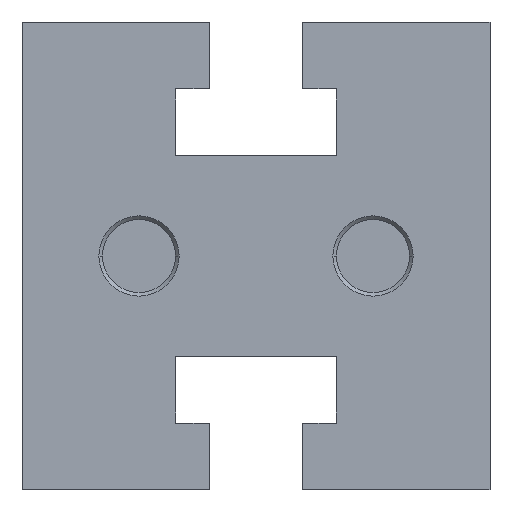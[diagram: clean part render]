
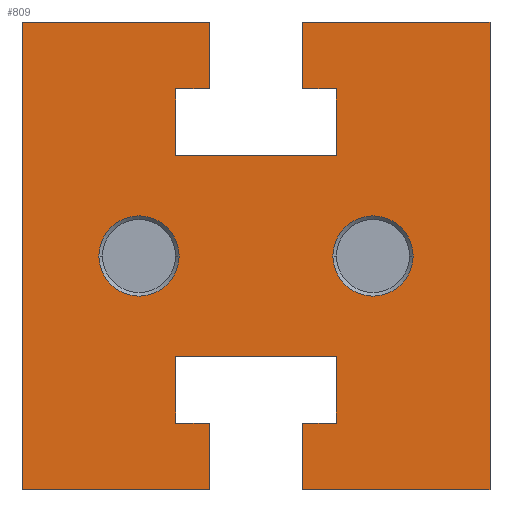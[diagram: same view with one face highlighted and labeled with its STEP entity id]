
A CAD part, left-side view. The second image highlights one B-rep face of the part: STEP entity #809.
In plain terms, the highlighted planar face has unit normal (-1, 0, 0).
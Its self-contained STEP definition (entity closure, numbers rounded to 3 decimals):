
#755=VERTEX_POINT('',#2201);
#769=EDGE_CURVE('',#891,#1743,#2216,.T.);
#799=EDGE_CURVE('',#1741,#1475,#2248,.T.);
#809=ADVANCED_FACE('',(#2258,#2259,#2260),#2261,.T.);
#891=VERTEX_POINT('',#2350);
#925=EDGE_CURVE('',#1041,#1325,#2389,.T.);
#935=EDGE_CURVE('',#1045,#1027,#2401,.T.);
#951=EDGE_CURVE('',#1587,#2131,#2417,.T.);
#963=VERTEX_POINT('',#2431);
#1009=EDGE_CURVE('',#1821,#963,#2479,.T.);
#1015=VERTEX_POINT('',#2485);
#1027=VERTEX_POINT('',#2498);
#1029=VERTEX_POINT('',#2500);
#1041=VERTEX_POINT('',#2513);
#1045=VERTEX_POINT('',#2517);
#1059=EDGE_CURVE('',#1743,#891,#2534,.T.);
#1099=EDGE_CURVE('',#1475,#1741,#2576,.T.);
#1173=VERTEX_POINT('',#2663);
#1217=VERTEX_POINT('',#2710);
#1223=EDGE_CURVE('',#1369,#1737,#2716,.T.);
#1301=VERTEX_POINT('',#2801);
#1325=VERTEX_POINT('',#2827);
#1343=EDGE_CURVE('',#2131,#1015,#2845,.T.);
#1369=VERTEX_POINT('',#2875);
#1407=EDGE_CURVE('',#1369,#1639,#2918,.T.);
#1433=EDGE_CURVE('',#1029,#755,#2946,.T.);
#1471=EDGE_CURVE('',#1301,#2113,#2988,.T.);
#1475=VERTEX_POINT('',#2993);
#1493=EDGE_CURVE('',#2113,#1587,#3013,.T.);
#1499=EDGE_CURVE('',#755,#1045,#3021,.T.);
#1587=VERTEX_POINT('',#3114);
#1639=VERTEX_POINT('',#3170);
#1673=EDGE_CURVE('',#1217,#1721,#3206,.T.);
#1721=VERTEX_POINT('',#3260);
#1735=EDGE_CURVE('',#963,#1041,#3274,.T.);
#1737=VERTEX_POINT('',#3276);
#1741=VERTEX_POINT('',#3280);
#1743=VERTEX_POINT('',#3282);
#1799=EDGE_CURVE('',#2103,#1639,#3344,.T.);
#1807=EDGE_CURVE('',#1015,#1217,#3355,.T.);
#1821=VERTEX_POINT('',#3370);
#1897=EDGE_CURVE('',#1721,#1173,#3451,.T.);
#1981=EDGE_CURVE('',#1173,#2103,#3539,.T.);
#1985=EDGE_CURVE('',#1325,#1301,#3543,.T.);
#2007=EDGE_CURVE('',#1737,#1029,#3566,.T.);
#2103=VERTEX_POINT('',#3678);
#2113=VERTEX_POINT('',#3690);
#2131=VERTEX_POINT('',#3708);
#2159=EDGE_CURVE('',#1027,#1821,#3739,.T.);
#2201=CARTESIAN_POINT('',(-35.0,12.,10.0));
#2216=CIRCLE('',#3800,6.0);
#2248=CIRCLE('',#3846,6.0);
#2258=FACE_BOUND('',#3862,.T.);
#2259=FACE_BOUND('',#3863,.T.);
#2260=FACE_OUTER_BOUND('',#3864,.T.);
#2261=PLANE('',#3865);
#2350=CARTESIAN_POINT('',(-35.0,23.5,35.0));
#2389=LINE('',#4042,#4043);
#2401=LINE('',#4060,#4061);
#2417=LINE('',#4084,#4085);
#2431=CARTESIAN_POINT('',(-35.0,-7.,10.0));
#2479=LINE('',#4184,#4185);
#2485=CARTESIAN_POINT('',(-35.,-12.,50.0));
#2498=CARTESIAN_POINT('',(-35.,-12.,20.0));
#2500=CARTESIAN_POINT('',(-35.0,7.,10.0));
#2513=CARTESIAN_POINT('',(-35.0,-7.,0.0));
#2517=CARTESIAN_POINT('',(-35.,12.,20.0));
#2534=CIRCLE('',#4256,6.0);
#2576=CIRCLE('',#4318,6.0);
#2663=CARTESIAN_POINT('',(-35.0,7.,60.0));
#2710=CARTESIAN_POINT('',(-35.,12.,50.0));
#2716=LINE('',#4511,#4512);
#2801=CARTESIAN_POINT('',(-35.0,-35.,70.0));
#2827=CARTESIAN_POINT('',(-35.0,-35.,0.0));
#2845=LINE('',#4696,#4697);
#2875=CARTESIAN_POINT('',(-35.0,35.,0.0));
#2918=LINE('',#4795,#4796);
#2946=LINE('',#4840,#4841);
#2988=LINE('',#4898,#4899);
#2993=CARTESIAN_POINT('',(-35.0,-23.5,35.0));
#3013=LINE('',#4935,#4936);
#3021=LINE('',#4945,#4946);
#3114=CARTESIAN_POINT('',(-35.0,-7.,60.0));
#3170=CARTESIAN_POINT('',(-35.0,35.,70.0));
#3206=LINE('',#5223,#5224);
#3260=CARTESIAN_POINT('',(-35.0,12.,60.0));
#3274=LINE('',#5321,#5322);
#3276=CARTESIAN_POINT('',(-35.0,7.,0.0));
#3280=CARTESIAN_POINT('',(-35.0,-11.5,35.0));
#3282=CARTESIAN_POINT('',(-35.0,11.5,35.0));
#3344=LINE('',#5423,#5424);
#3355=LINE('',#5436,#5437);
#3370=CARTESIAN_POINT('',(-35.0,-12.,10.0));
#3451=LINE('',#5573,#5574);
#3539=LINE('',#5705,#5706);
#3543=LINE('',#5711,#5712);
#3566=LINE('',#5748,#5749);
#3678=CARTESIAN_POINT('',(-35.0,7.,70.0));
#3690=CARTESIAN_POINT('',(-35.0,-7.,70.0));
#3708=CARTESIAN_POINT('',(-35.0,-12.,60.0));
#3739=LINE('',#5978,#5979);
#3800=AXIS2_PLACEMENT_3D('',#6011,#6012,#6013);
#3846=AXIS2_PLACEMENT_3D('',#6039,#6040,#6041);
#3862=EDGE_LOOP('',(#6046,#6047));
#3863=EDGE_LOOP('',(#6048,#6049));
#3864=EDGE_LOOP('',(#6050,#6051,#6052,#6053,#6054,#6055,#6056,#6057,#6058,#6059,#6060,#6061,#6062,#6063,#6064,#6065,#6066,#6067,#6068,#6069));
#3865=AXIS2_PLACEMENT_3D('',#6070,#6071,#6072);
#4042=CARTESIAN_POINT('',(-35.0,35.,0.0));
#4043=VECTOR('',#6203,1.0);
#4060=CARTESIAN_POINT('',(-35.0,-11.5,20.0));
#4061=VECTOR('',#6225,1.0);
#4084=CARTESIAN_POINT('',(-35.0,-21.,60.0));
#4085=VECTOR('',#6229,1.0);
#4184=CARTESIAN_POINT('',(-35.0,-23.5,10.0));
#4185=VECTOR('',#6279,1.0);
#4256=AXIS2_PLACEMENT_3D('',#6347,#6348,#6349);
#4318=AXIS2_PLACEMENT_3D('',#6383,#6384,#6385);
#4511=CARTESIAN_POINT('',(-35.0,35.,0.0));
#4512=VECTOR('',#6575,1.0);
#4696=CARTESIAN_POINT('',(-35.0,-12.,27.5));
#4697=VECTOR('',#6694,1.0);
#4795=CARTESIAN_POINT('',(-35.0,35.,0.0));
#4796=VECTOR('',#6792,1.0);
#4840=CARTESIAN_POINT('',(-35.0,-14.,10.0));
#4841=VECTOR('',#6821,1.0);
#4898=CARTESIAN_POINT('',(-35.0,35.,70.0));
#4899=VECTOR('',#6865,1.0);
#4935=CARTESIAN_POINT('',(-35.0,-7.,35.0));
#4936=VECTOR('',#6916,1.0);
#4945=CARTESIAN_POINT('',(-35.0,12.,5.0));
#4946=VECTOR('',#6933,1.0);
#5223=CARTESIAN_POINT('',(-35.0,12.,25.0));
#5224=VECTOR('',#7075,1.0);
#5321=CARTESIAN_POINT('',(-35.0,-7.,5.0));
#5322=VECTOR('',#7157,1.0);
#5423=CARTESIAN_POINT('',(-35.0,35.,70.0));
#5424=VECTOR('',#7238,1.0);
#5436=CARTESIAN_POINT('',(-35.0,-23.5,50.0));
#5437=VECTOR('',#7271,1.0);
#5573=CARTESIAN_POINT('',(-35.0,-11.5,60.0));
#5574=VECTOR('',#7346,1.0);
#5705=CARTESIAN_POINT('',(-35.0,7.,30.0));
#5706=VECTOR('',#7405,1.0);
#5711=CARTESIAN_POINT('',(-35.0,-35.,0.0));
#5712=VECTOR('',#7406,1.0);
#5748=CARTESIAN_POINT('',(-35.0,7.,0.0));
#5749=VECTOR('',#7421,1.0);
#5978=CARTESIAN_POINT('',(-35.0,-12.,10.0));
#5979=VECTOR('',#7625,1.0);
#6011=CARTESIAN_POINT('',(-35.0,17.5,35.0));
#6012=DIRECTION('',(1.0,0.0,-0.0));
#6013=DIRECTION('',(0.0,1.0,0.0));
#6039=CARTESIAN_POINT('',(-35.0,-17.5,35.0));
#6040=DIRECTION('',(1.0,0.0,-0.0));
#6041=DIRECTION('',(0.0,1.0,0.0));
#6046=ORIENTED_EDGE('',*,*,#769,.T.);
#6047=ORIENTED_EDGE('',*,*,#1059,.T.);
#6048=ORIENTED_EDGE('',*,*,#799,.T.);
#6049=ORIENTED_EDGE('',*,*,#1099,.T.);
#6050=ORIENTED_EDGE('',*,*,#2159,.T.);
#6051=ORIENTED_EDGE('',*,*,#1009,.T.);
#6052=ORIENTED_EDGE('',*,*,#1735,.T.);
#6053=ORIENTED_EDGE('',*,*,#925,.T.);
#6054=ORIENTED_EDGE('',*,*,#1985,.T.);
#6055=ORIENTED_EDGE('',*,*,#1471,.T.);
#6056=ORIENTED_EDGE('',*,*,#1493,.T.);
#6057=ORIENTED_EDGE('',*,*,#951,.T.);
#6058=ORIENTED_EDGE('',*,*,#1343,.T.);
#6059=ORIENTED_EDGE('',*,*,#1807,.T.);
#6060=ORIENTED_EDGE('',*,*,#1673,.T.);
#6061=ORIENTED_EDGE('',*,*,#1897,.T.);
#6062=ORIENTED_EDGE('',*,*,#1981,.T.);
#6063=ORIENTED_EDGE('',*,*,#1799,.T.);
#6064=ORIENTED_EDGE('',*,*,#1407,.F.);
#6065=ORIENTED_EDGE('',*,*,#1223,.T.);
#6066=ORIENTED_EDGE('',*,*,#2007,.T.);
#6067=ORIENTED_EDGE('',*,*,#1433,.T.);
#6068=ORIENTED_EDGE('',*,*,#1499,.T.);
#6069=ORIENTED_EDGE('',*,*,#935,.T.);
#6070=CARTESIAN_POINT('',(-35.0,-35.,0.0));
#6071=DIRECTION('',(-1.0,0.0,0.0));
#6072=DIRECTION('',(0.0,0.0,1.0));
#6203=DIRECTION('',(0.0,-1.0,0.0));
#6225=DIRECTION('',(0.0,-1.0,0.0));
#6229=DIRECTION('',(0.0,-1.0,0.0));
#6279=DIRECTION('',(0.0,1.0,0.0));
#6347=CARTESIAN_POINT('',(-35.0,17.5,35.0));
#6348=DIRECTION('',(1.0,0.0,-0.0));
#6349=DIRECTION('',(0.0,1.0,0.0));
#6383=CARTESIAN_POINT('',(-35.0,-17.5,35.0));
#6384=DIRECTION('',(1.0,0.0,-0.0));
#6385=DIRECTION('',(0.0,1.0,0.0));
#6575=DIRECTION('',(0.0,-1.0,0.0));
#6694=DIRECTION('',(0.0,0.0,-1.0));
#6792=DIRECTION('',(0.0,0.0,1.0));
#6821=DIRECTION('',(0.0,1.0,0.0));
#6865=DIRECTION('',(0.0,1.0,0.0));
#6916=DIRECTION('',(0.0,0.0,-1.0));
#6933=DIRECTION('',(0.0,0.0,1.0));
#7075=DIRECTION('',(0.0,0.0,1.0));
#7157=DIRECTION('',(0.0,0.0,-1.0));
#7238=DIRECTION('',(0.0,1.0,0.0));
#7271=DIRECTION('',(0.0,1.0,0.0));
#7346=DIRECTION('',(0.0,-1.0,0.0));
#7405=DIRECTION('',(0.0,0.0,1.0));
#7406=DIRECTION('',(0.0,0.0,1.0));
#7421=DIRECTION('',(0.0,0.0,1.0));
#7625=DIRECTION('',(0.0,0.0,-1.0));
